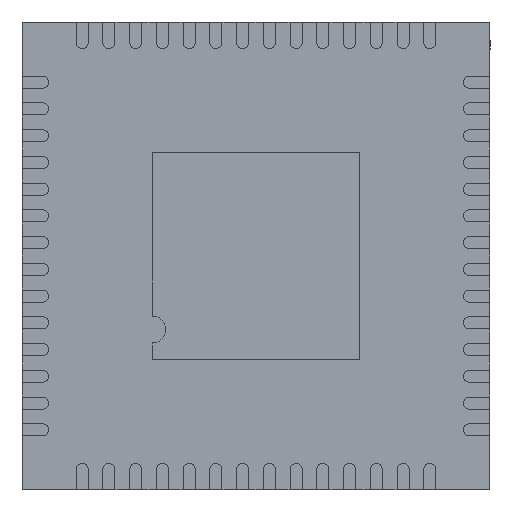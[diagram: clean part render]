
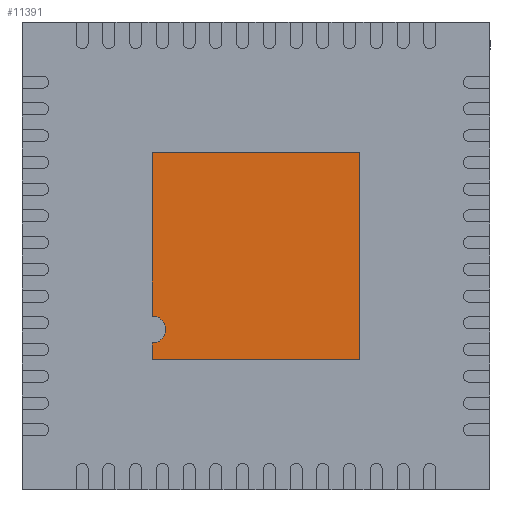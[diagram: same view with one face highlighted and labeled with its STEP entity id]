
A CAD part, front view. The second image highlights one B-rep face of the part: STEP entity #11391.
In plain terms, the highlighted planar face has unit normal (0, -1, 0).
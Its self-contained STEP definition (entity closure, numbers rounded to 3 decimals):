
#778 = ORIENTED_EDGE ( 'NONE', *, *, #3050, .T. ) ;
#2357 = VERTEX_POINT ( 'NONE', #5628 ) ;
#2423 = VECTOR ( 'NONE', #8714, 1000. ) ;
#2801 = CARTESIAN_POINT ( 'NONE',  ( 1.55, 0., 1.55 ) ) ;
#3050 = EDGE_CURVE ( 'NONE', #2357, #16383, #13261, .T. ) ;
#3505 = EDGE_CURVE ( 'NONE', #18800, #10282, #14655, .T. ) ;
#3799 = FACE_OUTER_BOUND ( 'NONE', #14687, .T. ) ;
#3971 = ORIENTED_EDGE ( 'NONE', *, *, #17705, .T. ) ;
#4980 = ORIENTED_EDGE ( 'NONE', *, *, #3505, .T. ) ;
#5033 = CARTESIAN_POINT ( 'NONE',  ( -1.55, 0., -0.9 ) ) ;
#5628 = CARTESIAN_POINT ( 'NONE',  ( 1.55, 0., -1.55 ) ) ;
#5656 = AXIS2_PLACEMENT_3D ( 'NONE', #6070, #7644, #18475 ) ;
#6070 = CARTESIAN_POINT ( 'NONE',  ( -1.55, 0., -1.1 ) ) ;
#6095 = ORIENTED_EDGE ( 'NONE', *, *, #9089, .T. ) ;
#6704 = CARTESIAN_POINT ( 'NONE',  ( -1.55, 0., -1.55 ) ) ;
#6877 = DIRECTION ( 'NONE',  ( 0., 0., 1. ) ) ;
#7644 = DIRECTION ( 'NONE',  ( 0., -1., 0. ) ) ;
#8067 = DIRECTION ( 'NONE',  ( 0., 0., -1. ) ) ;
#8714 = DIRECTION ( 'NONE',  ( 0., 0., -1. ) ) ;
#9089 = EDGE_CURVE ( 'NONE', #10282, #13829, #12921, .T. ) ;
#10282 = VERTEX_POINT ( 'NONE', #13513 ) ;
#10458 = AXIS2_PLACEMENT_3D ( 'NONE', #14896, #19488, #18103 ) ;
#11284 = VECTOR ( 'NONE', #6877, 1000. ) ;
#11391 = ADVANCED_FACE ( 'NONE', ( #3799 ), #12301, .T. ) ;
#11791 = LINE ( 'NONE', #2801, #18393 ) ;
#11808 = CARTESIAN_POINT ( 'NONE',  ( -1.55, 0., -1.55 ) ) ;
#11821 = CARTESIAN_POINT ( 'NONE',  ( 1.55, 0., -1.55 ) ) ;
#12301 = PLANE ( 'NONE',  #5656 ) ;
#12747 = EDGE_CURVE ( 'NONE', #19861, #2357, #15172, .T. ) ;
#12878 = CARTESIAN_POINT ( 'NONE',  ( -1.55, 0., 1.55 ) ) ;
#12921 = CIRCLE ( 'NONE', #10458, 0.2 ) ;
#12949 = ORIENTED_EDGE ( 'NONE', *, *, #18462, .T. ) ;
#13261 = LINE ( 'NONE', #19434, #11284 ) ;
#13513 = CARTESIAN_POINT ( 'NONE',  ( -1.55, 0., -0.9 ) ) ;
#13829 = VERTEX_POINT ( 'NONE', #17799 ) ;
#14576 = CARTESIAN_POINT ( 'NONE',  ( 1.55, 0., 1.55 ) ) ;
#14655 = LINE ( 'NONE', #5033, #17109 ) ;
#14687 = EDGE_LOOP ( 'NONE', ( #12949, #4980, #6095, #3971, #19420, #778 ) ) ;
#14896 = CARTESIAN_POINT ( 'NONE',  ( -1.55, 0., -1.1 ) ) ;
#15172 = LINE ( 'NONE', #11821, #19779 ) ;
#16383 = VERTEX_POINT ( 'NONE', #14576 ) ;
#16555 = DIRECTION ( 'NONE',  ( -1., 0., 0. ) ) ;
#17109 = VECTOR ( 'NONE', #8067, 1000. ) ;
#17705 = EDGE_CURVE ( 'NONE', #13829, #19861, #18843, .T. ) ;
#17787 = DIRECTION ( 'NONE',  ( 1., 0., 0. ) ) ;
#17799 = CARTESIAN_POINT ( 'NONE',  ( -1.55, 0., -1.3 ) ) ;
#18103 = DIRECTION ( 'NONE',  ( 0., 0., -1. ) ) ;
#18393 = VECTOR ( 'NONE', #16555, 1000. ) ;
#18462 = EDGE_CURVE ( 'NONE', #16383, #18800, #11791, .T. ) ;
#18475 = DIRECTION ( 'NONE',  ( 0., 0., -1. ) ) ;
#18800 = VERTEX_POINT ( 'NONE', #12878 ) ;
#18843 = LINE ( 'NONE', #11808, #2423 ) ;
#19420 = ORIENTED_EDGE ( 'NONE', *, *, #12747, .T. ) ;
#19434 = CARTESIAN_POINT ( 'NONE',  ( 1.55, 0., -1.55 ) ) ;
#19488 = DIRECTION ( 'NONE',  ( 0., 1., 0. ) ) ;
#19779 = VECTOR ( 'NONE', #17787, 1000. ) ;
#19861 = VERTEX_POINT ( 'NONE', #6704 ) ;
